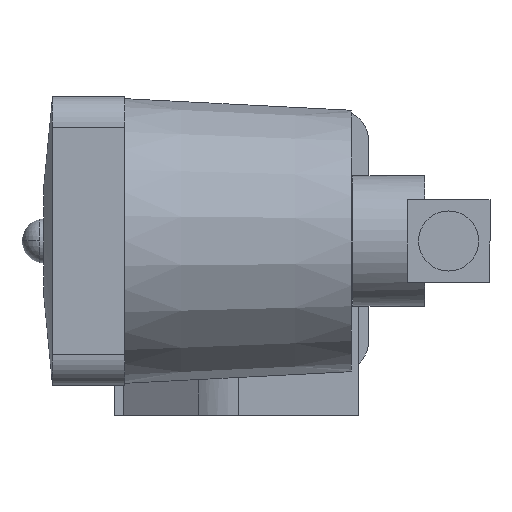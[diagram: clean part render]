
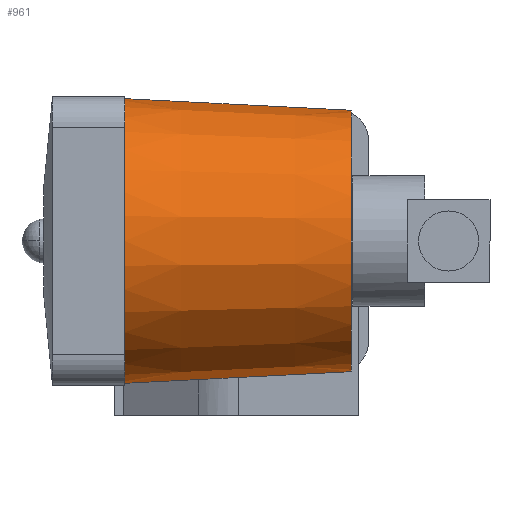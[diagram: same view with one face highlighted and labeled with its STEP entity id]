
A CAD part, left-side view. The second image highlights one B-rep face of the part: STEP entity #961.
In plain terms, the highlighted conical face has half-angle 2.943 degrees and reference radius 30 mm.
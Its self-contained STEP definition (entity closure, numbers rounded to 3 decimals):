
#186 = CARTESIAN_POINT ( 'NONE',  ( 0., 59.5, 32.673 ) ) ;
#208 = VERTEX_POINT ( 'NONE', #1142 ) ;
#323 = DIRECTION ( 'NONE',  ( 0., 0., -1. ) ) ;
#400 = AXIS2_PLACEMENT_3D ( 'NONE', #2762, #2776, #2056 ) ;
#558 = CARTESIAN_POINT ( 'NONE',  ( 0., 7.5, 0. ) ) ;
#624 = ORIENTED_EDGE ( 'NONE', *, *, #2361, .T. ) ;
#652 = CARTESIAN_POINT ( 'NONE',  ( 0., 7.5, 30. ) ) ;
#653 = VECTOR ( 'NONE', #1548, 1000. ) ;
#704 = CARTESIAN_POINT ( 'NONE',  ( 0., 59.5, 0. ) ) ;
#726 = AXIS2_PLACEMENT_3D ( 'NONE', #558, #2468, #323 ) ;
#735 = ORIENTED_EDGE ( 'NONE', *, *, #2747, .F. ) ;
#855 = FACE_OUTER_BOUND ( 'NONE', #1783, .T. ) ;
#872 = VERTEX_POINT ( 'NONE', #1307 ) ;
#961 = ADVANCED_FACE ( 'NONE', ( #855 ), #1048, .T. ) ;
#1048 = CONICAL_SURFACE ( 'NONE', #400, 30., 0.051 ) ;
#1083 = CARTESIAN_POINT ( 'NONE',  ( 0., 59.5, -32.673 ) ) ;
#1142 = CARTESIAN_POINT ( 'NONE',  ( 0., 7.5, -30. ) ) ;
#1307 = CARTESIAN_POINT ( 'NONE',  ( 0., 7.5, 30. ) ) ;
#1382 = CARTESIAN_POINT ( 'NONE',  ( 0., 7.5, -30. ) ) ;
#1475 = DIRECTION ( 'NONE',  ( 0., 1., 0. ) ) ;
#1548 = DIRECTION ( 'NONE',  ( 0., 0.999, -0.051 ) ) ;
#1611 = DIRECTION ( 'NONE',  ( 0., 0.999, 0.051 ) ) ;
#1640 = ORIENTED_EDGE ( 'NONE', *, *, #3010, .F. ) ;
#1660 = VERTEX_POINT ( 'NONE', #1083 ) ;
#1663 = EDGE_CURVE ( 'NONE', #208, #1660, #2030, .T. ) ;
#1685 = AXIS2_PLACEMENT_3D ( 'NONE', #704, #1475, #1943 ) ;
#1783 = EDGE_LOOP ( 'NONE', ( #2410, #735, #624, #1640 ) ) ;
#1890 = CIRCLE ( 'NONE', #726, 30. ) ;
#1943 = DIRECTION ( 'NONE',  ( 0., 0., -1. ) ) ;
#2030 = LINE ( 'NONE', #1382, #653 ) ;
#2056 = DIRECTION ( 'NONE',  ( 0., 0., 1. ) ) ;
#2361 = EDGE_CURVE ( 'NONE', #872, #2783, #2795, .T. ) ;
#2385 = VECTOR ( 'NONE', #1611, 1000. ) ;
#2410 = ORIENTED_EDGE ( 'NONE', *, *, #1663, .F. ) ;
#2468 = DIRECTION ( 'NONE',  ( 0., -1., 0. ) ) ;
#2747 = EDGE_CURVE ( 'NONE', #872, #208, #1890, .T. ) ;
#2762 = CARTESIAN_POINT ( 'NONE',  ( 0., 7.5, 0. ) ) ;
#2776 = DIRECTION ( 'NONE',  ( 0., 1., 0. ) ) ;
#2783 = VERTEX_POINT ( 'NONE', #186 ) ;
#2795 = LINE ( 'NONE', #652, #2385 ) ;
#3010 = EDGE_CURVE ( 'NONE', #1660, #2783, #3030, .T. ) ;
#3030 = CIRCLE ( 'NONE', #1685, 32.673 ) ;
